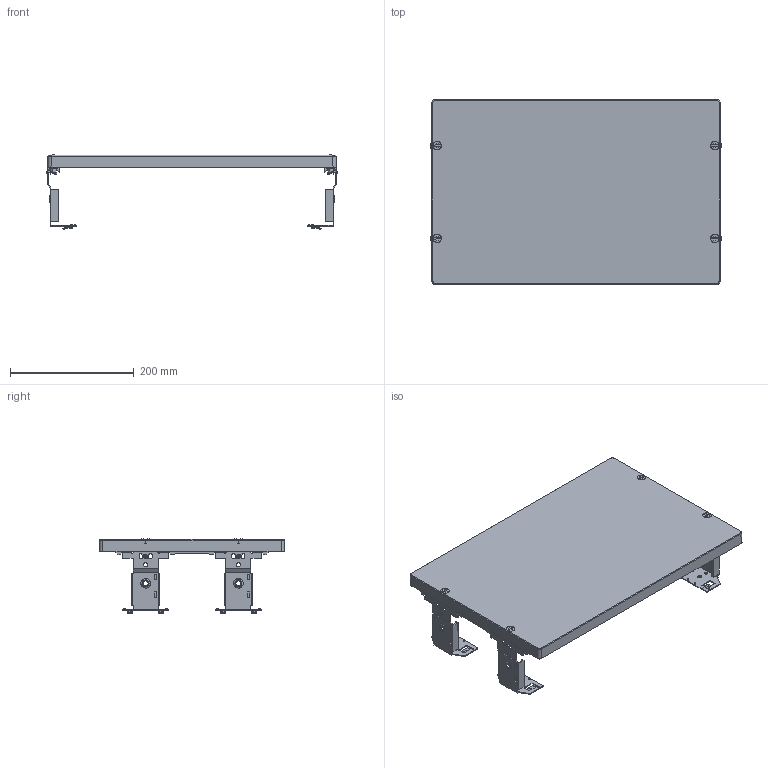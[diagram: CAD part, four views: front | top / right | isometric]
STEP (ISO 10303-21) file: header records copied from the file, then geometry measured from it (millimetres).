
FILE_DESCRIPTION((''),'2;1');
FILE_NAME('GW46477F_ASM','2021-04-09T11:17:03',('User'),('Axiro Italia'),'CREO PARAMETRIC BY PTC INC, 2020354','CREO PARAMETRIC BY PTC INC, 2020354','');
FILE_SCHEMA(('CONFIG_CONTROL_DESIGN'));
Length unit declared in the file: millimetre
Products named in the file (4): 55710990E2XX_MOSTRINA_CIECA_DOP; 55718951FXXX_STAFFA_X_SUPP_GUID; STAFFE_77_ASM; GW46477F_ASM
Assembly tree (6 placements, depth 3):
  GW46477F_ASM
    55710990E2XX_MOSTRINA_CIECA_DOP
    STAFFE_77_ASM
      55718951FXXX_STAFFA_X_SUPP_GUID  x4
Bounding box: 470.99 x 299 x 119.87 mm (x, y, z)
Volume: 563766.3 mm3; surface area: 422670.2 mm2
Topology: 5 solids, 5 shells, 1060 faces, 2998 edges, 1972 vertices
Faces by surface type: plane 696, cylinder 272, sphere 48, cone 40, bspline 4
Entity records: 18534 total; most frequent: CARTESIAN_POINT 4379, ORIENTED_EDGE 3016, DIRECTION 2769, EDGE_CURVE 1508, VECTOR 1087, LINE 1087, VERTEX_POINT 1000, AXIS2_PLACEMENT_3D 841
